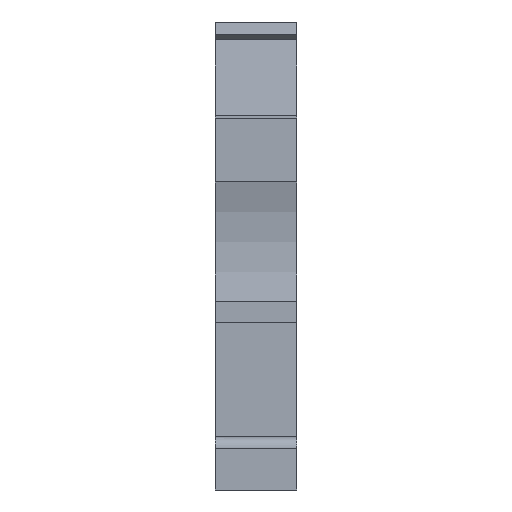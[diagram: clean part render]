
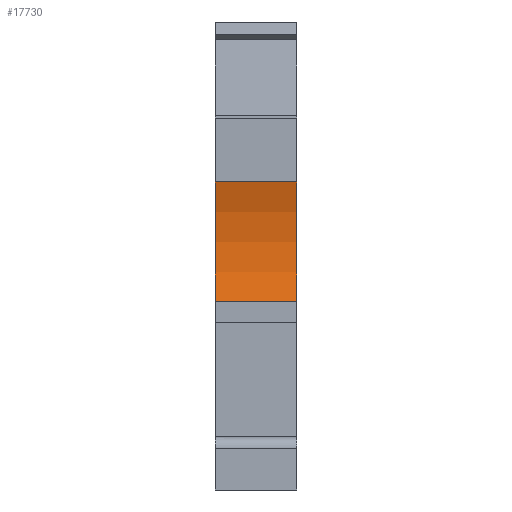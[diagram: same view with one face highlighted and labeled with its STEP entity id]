
A CAD part, front view. The second image highlights one B-rep face of the part: STEP entity #17730.
In plain terms, the highlighted cylindrical face has radius 15 mm (diameter 30 mm), a partial arc.
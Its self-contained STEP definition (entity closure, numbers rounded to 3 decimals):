
#8200=CARTESIAN_POINT('',(-47.2,-1.05,
1.));
#8210=VERTEX_POINT('',#8200);
#8240=CARTESIAN_POINT('',(-61.509,3.45,
1.));
#8250=DIRECTION('',(0.,0.,1.));
#8260=DIRECTION('',(1.,0.,0.));
#8270=AXIS2_PLACEMENT_3D('',#8240,#8250,#8260);
#8280=CIRCLE('',#8270,15.);
#8290=CARTESIAN_POINT('',(-47.2,7.95,
1.));
#8300=VERTEX_POINT('',#8290);
#8310=EDGE_CURVE('',#8210,#8300,#8280,.T.);
#17420=CARTESIAN_POINT('',(-61.509,3.45,
-5.769));
#17430=DIRECTION('',(0.,0.,1.));
#17440=DIRECTION('',(1.,0.,0.));
#17450=AXIS2_PLACEMENT_3D('',#17420,#17430,#17440);
#17460=CYLINDRICAL_SURFACE('',#17450,15.);
#17470=CARTESIAN_POINT('',(-47.2,-1.05,
-5.769));
#17480=DIRECTION('',(0.,0.,1.));
#17490=VECTOR('',#17480,1.);
#17500=LINE('',#17470,#17490);
#17510=CARTESIAN_POINT('',(-47.2,-1.05,
-5.15));
#17520=VERTEX_POINT('',#17510);
#17530=EDGE_CURVE('',#17520,#8210,#17500,.T.);
#17540=ORIENTED_EDGE('',*,*,#17530,.T.);
#17550=CARTESIAN_POINT('',(-61.509,3.45,
-5.15));
#17560=DIRECTION('',(0.,0.,1.));
#17570=DIRECTION('',(1.,0.,0.));
#17580=AXIS2_PLACEMENT_3D('',#17550,#17560,#17570);
#17590=CIRCLE('',#17580,15.);
#17600=CARTESIAN_POINT('',(-47.2,7.95,
-5.15));
#17610=VERTEX_POINT('',#17600);
#17620=EDGE_CURVE('',#17520,#17610,#17590,.T.);
#17630=ORIENTED_EDGE('',*,*,#17620,.F.);
#17640=CARTESIAN_POINT('',(-47.2,7.95,
-5.769));
#17650=DIRECTION('',(0.,0.,1.));
#17660=VECTOR('',#17650,1.);
#17670=LINE('',#17640,#17660);
#17680=EDGE_CURVE('',#17610,#8300,#17670,.T.);
#17690=ORIENTED_EDGE('',*,*,#17680,.F.);
#17700=ORIENTED_EDGE('',*,*,#8310,.T.);
#17710=EDGE_LOOP('',(#17700,#17690,#17630,#17540));
#17720=FACE_OUTER_BOUND('',#17710,.T.);
#17730=ADVANCED_FACE('',(#17720),#17460,.F.);
